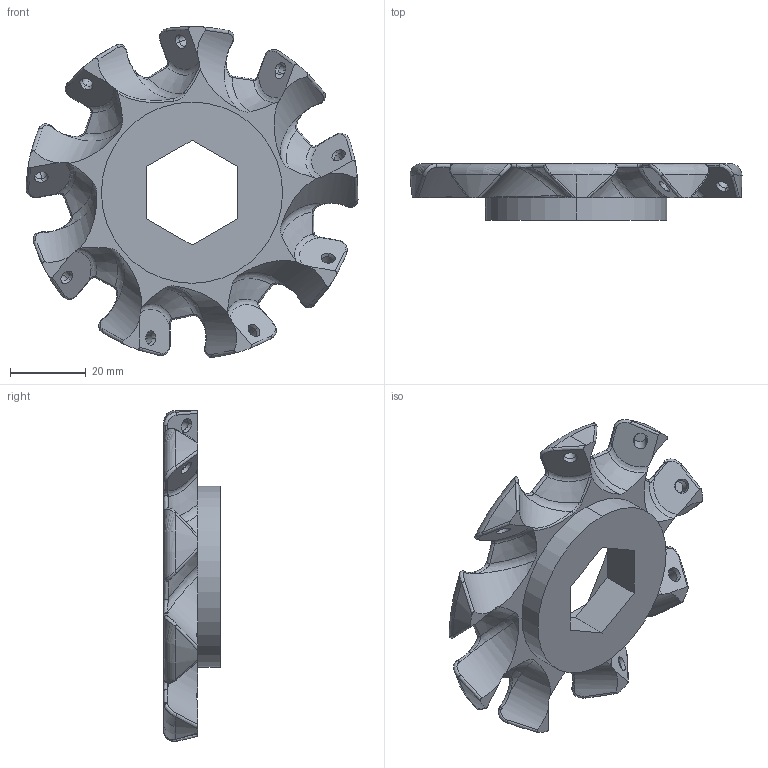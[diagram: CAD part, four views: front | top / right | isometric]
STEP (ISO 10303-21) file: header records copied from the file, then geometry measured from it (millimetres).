
FILE_DESCRIPTION (( 'STEP AP214' ), '1' );
FILE_NAME ('mecanumWheel_2b_pin24.STEP', '2025-05-09T18:13:07', ( '' ), ( '' ), 'SwSTEP 2.0', 'SolidWorks 2021', '' );
FILE_SCHEMA (( 'AUTOMOTIVE_DESIGN' ));
Length unit declared in the file: millimetre
Products named in the file (1): mecanumWheel_2b_pin24
Bounding box: 87.94 x 15 x 87.64 mm (x, y, z)
Volume: 35969.6 mm3; surface area: 14504.8 mm2
Topology: 1 solids, 1 shells, 246 faces, 598 edges, 365 vertices
Faces by surface type: bspline 84, cylinder 60, plane 43, torus 31, cone 28
Entity records: 10863 total; most frequent: CARTESIAN_POINT 5790, ORIENTED_EDGE 1196, DIRECTION 906, EDGE_CURVE 598, AXIS2_PLACEMENT_3D 396, VERTEX_POINT 365, EDGE_LOOP 259, FACE_OUTER_BOUND 246
